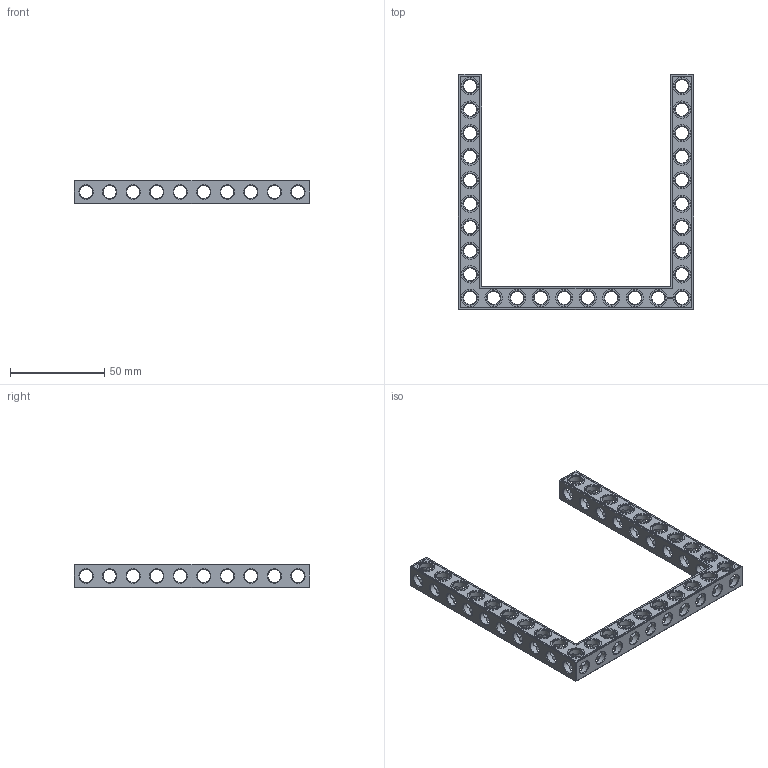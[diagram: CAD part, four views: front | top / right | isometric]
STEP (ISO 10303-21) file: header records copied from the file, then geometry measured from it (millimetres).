
FILE_DESCRIPTION(('FreeCAD Model'),'2;1');
FILE_NAME('Open CASCADE Shape Model','2022-02-25T16:38:44',('Author'),( ''),'Open CASCADE STEP processor 7.5','FreeCAD','Unknown');
FILE_SCHEMA(('AUTOMOTIVE_DESIGN { 1 0 10303 214 1 1 1 1 }'));
Products named in the file (1): Beam AGD ESS USH SYM BU10x10x01 - SPN-BEM-0450 (stemfie.org)
Bounding box: 125 x 125 x 12.5 mm (x, y, z)
Volume: 27359.3 mm3; surface area: 24485.8 mm2
Topology: 1 solids, 1 shells, 835 faces, 2501 edges, 1618 vertices
Faces by surface type: plane 406, cylinder 169, extrusion 146, cone 114
Full cylindrical faces by diameter (mm): 6.98 x22, 7 x119, 9.2 x28
Entity records: 156617 total; most frequent: CARTESIAN_POINT 109718, DIRECTION 7623, ORIENTED_EDGE 5002, PCURVE 5002, DEFINITIONAL_REPRESENTATION 5002, VECTOR 4953, LINE 4807, EDGE_CURVE 2501
